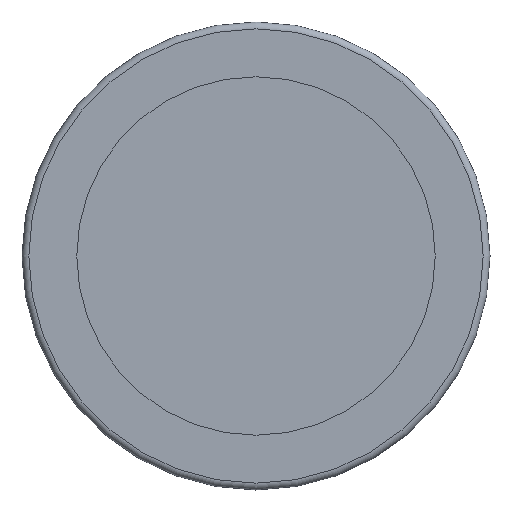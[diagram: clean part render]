
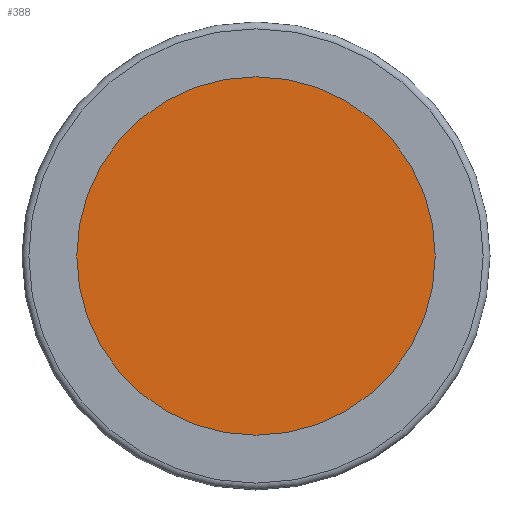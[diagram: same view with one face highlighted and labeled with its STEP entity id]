
A CAD part, front view. The second image highlights one B-rep face of the part: STEP entity #388.
In plain terms, the highlighted planar face has unit normal (0, -1, 0).
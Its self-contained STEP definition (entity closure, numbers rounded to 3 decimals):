
#45=CIRCLE('',#446,7.85);
#76=FACE_OUTER_BOUND('',#104,.T.);
#104=EDGE_LOOP('',(#343));
#198=VERTEX_POINT('',#675);
#248=EDGE_CURVE('',#198,#198,#45,.T.);
#343=ORIENTED_EDGE('',*,*,#248,.T.);
#365=PLANE('',#447);
#388=ADVANCED_FACE('',(#76),#365,.F.);
#446=AXIS2_PLACEMENT_3D('',#677,#563,#564);
#447=AXIS2_PLACEMENT_3D('',#678,#565,#566);
#563=DIRECTION('center_axis',(0.,-1.,0.));
#564=DIRECTION('ref_axis',(-1.,0.,0.));
#565=DIRECTION('center_axis',(0.,1.,0.));
#566=DIRECTION('ref_axis',(-1.,0.,0.));
#675=CARTESIAN_POINT('',(7.85,95.5,0.));
#677=CARTESIAN_POINT('Origin',(0.,95.5,0.));
#678=CARTESIAN_POINT('Origin',(0.,95.5,0.));
